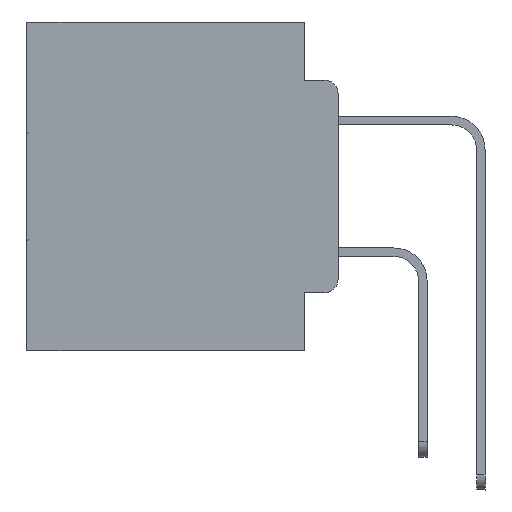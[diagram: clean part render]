
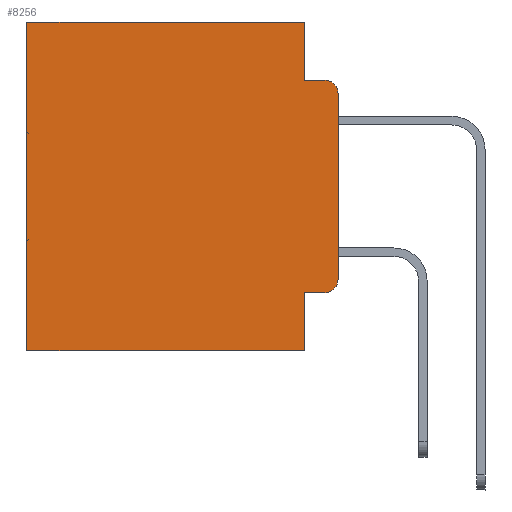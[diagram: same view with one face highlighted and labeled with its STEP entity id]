
A CAD part, left-side view. The second image highlights one B-rep face of the part: STEP entity #8256.
In plain terms, the highlighted planar face has unit normal (-1, 0, 0).
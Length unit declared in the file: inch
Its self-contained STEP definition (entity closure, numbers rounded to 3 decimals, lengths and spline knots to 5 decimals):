
#21 = LINE ( 'NONE', #33695, #31137 ) ;
#631 = CARTESIAN_POINT ( 'NONE',  ( 0.298, 0., -0.3915 ) ) ;
#669 = VECTOR ( 'NONE', #9986, 39.37008 ) ;
#723 = CARTESIAN_POINT ( 'NONE',  ( 0.298, 0.051, -0.5 ) ) ;
#1232 = DIRECTION ( 'NONE',  ( 0., 0., -1. ) ) ;
#1669 = CIRCLE ( 'NONE', #32401, 0.02 ) ;
#1716 = VERTEX_POINT ( 'NONE', #19797 ) ;
#2048 = PLANE ( 'NONE',  #5995 ) ;
#2452 = ORIENTED_EDGE ( 'NONE', *, *, #32901, .T. ) ;
#2657 = LINE ( 'NONE', #5409, #11037 ) ;
#2729 = ORIENTED_EDGE ( 'NONE', *, *, #12204, .F. ) ;
#2796 = VECTOR ( 'NONE', #4606, 39.37008 ) ;
#3473 = CARTESIAN_POINT ( 'NONE',  ( 0.298, 0.02, -0.1085 ) ) ;
#4606 = DIRECTION ( 'NONE',  ( 0., -1., 0. ) ) ;
#4615 = VERTEX_POINT ( 'NONE', #723 ) ;
#5409 = CARTESIAN_POINT ( 'NONE',  ( 0.298, 0., 0. ) ) ;
#5842 = CARTESIAN_POINT ( 'NONE',  ( 0.298, 0.02, -0.0885 ) ) ;
#5995 = AXIS2_PLACEMENT_3D ( 'NONE', #20264, #6857, #28167 ) ;
#5998 = CARTESIAN_POINT ( 'NONE',  ( 0.298, 0.051, -0.4115 ) ) ;
#6254 = DIRECTION ( 'NONE',  ( 0., 1., 0. ) ) ;
#6606 = LINE ( 'NONE', #29796, #14802 ) ;
#6747 = DIRECTION ( 'NONE',  ( 0., 0., -1. ) ) ;
#6857 = DIRECTION ( 'NONE',  ( 1., 0., 0. ) ) ;
#7920 = DIRECTION ( 'NONE',  ( 0., 0., -1. ) ) ;
#8256 = ADVANCED_FACE ( 'NONE', ( #17322 ), #2048, .F. ) ;
#8525 = VERTEX_POINT ( 'NONE', #27269 ) ;
#9311 = DIRECTION ( 'NONE',  ( -1., 0., 0. ) ) ;
#9626 = LINE ( 'NONE', #25610, #669 ) ;
#9821 = ORIENTED_EDGE ( 'NONE', *, *, #21713, .F. ) ;
#9831 = EDGE_CURVE ( 'NONE', #29319, #4615, #27184, .T. ) ;
#9986 = DIRECTION ( 'NONE',  ( 0., -1., 0. ) ) ;
#10798 = CIRCLE ( 'NONE', #31648, 0.02 ) ;
#11037 = VECTOR ( 'NONE', #28931, 39.37008 ) ;
#12204 = EDGE_CURVE ( 'NONE', #23696, #1716, #15054, .T. ) ;
#14049 = VECTOR ( 'NONE', #25008, 39.37008 ) ;
#14188 = EDGE_CURVE ( 'NONE', #21441, #21030, #10798, .T. ) ;
#14231 = EDGE_CURVE ( 'NONE', #8525, #21030, #21, .T. ) ;
#14232 = VERTEX_POINT ( 'NONE', #23731 ) ;
#14413 = VERTEX_POINT ( 'NONE', #5842 ) ;
#14802 = VECTOR ( 'NONE', #6254, 39.37008 ) ;
#15054 = LINE ( 'NONE', #21051, #25521 ) ;
#15932 = VECTOR ( 'NONE', #6747, 39.37008 ) ;
#17296 = VERTEX_POINT ( 'NONE', #20707 ) ;
#17322 = FACE_OUTER_BOUND ( 'NONE', #33393, .T. ) ;
#19012 = ORIENTED_EDGE ( 'NONE', *, *, #32196, .T. ) ;
#19797 = CARTESIAN_POINT ( 'NONE',  ( 0.298, 0.051, -0.0885 ) ) ;
#20199 = LINE ( 'NONE', #22432, #14049 ) ;
#20264 = CARTESIAN_POINT ( 'NONE',  ( 0.298, 0., 0. ) ) ;
#20561 = CARTESIAN_POINT ( 'NONE',  ( 0.298, 0.051, -0.0885 ) ) ;
#20584 = ORIENTED_EDGE ( 'NONE', *, *, #14231, .F. ) ;
#20630 = CARTESIAN_POINT ( 'NONE',  ( 0.298, 0.02, -0.3915 ) ) ;
#20695 = CARTESIAN_POINT ( 'NONE',  ( 0.298, 0.02, -0.4115 ) ) ;
#20707 = CARTESIAN_POINT ( 'NONE',  ( 0.298, 0.473, -0.5 ) ) ;
#21030 = VERTEX_POINT ( 'NONE', #631 ) ;
#21051 = CARTESIAN_POINT ( 'NONE',  ( 0.298, 0.051, 0. ) ) ;
#21106 = ORIENTED_EDGE ( 'NONE', *, *, #25371, .T. ) ;
#21108 = ORIENTED_EDGE ( 'NONE', *, *, #14188, .T. ) ;
#21441 = VERTEX_POINT ( 'NONE', #20695 ) ;
#21713 = EDGE_CURVE ( 'NONE', #4615, #17296, #6606, .T. ) ;
#22213 = EDGE_CURVE ( 'NONE', #8525, #14413, #1669, .T. ) ;
#22432 = CARTESIAN_POINT ( 'NONE',  ( 0.298, 0.473, 0. ) ) ;
#23384 = DIRECTION ( 'NONE',  ( 0., 0., -1. ) ) ;
#23696 = VERTEX_POINT ( 'NONE', #25520 ) ;
#23731 = CARTESIAN_POINT ( 'NONE',  ( 0.298, 0.473, 0. ) ) ;
#25008 = DIRECTION ( 'NONE',  ( 0., 0., -1. ) ) ;
#25371 = EDGE_CURVE ( 'NONE', #14232, #17296, #20199, .T. ) ;
#25520 = CARTESIAN_POINT ( 'NONE',  ( 0.298, 0.051, 0. ) ) ;
#25521 = VECTOR ( 'NONE', #33783, 39.37008 ) ;
#25610 = CARTESIAN_POINT ( 'NONE',  ( 0.298, 0.051, -0.4115 ) ) ;
#26478 = DIRECTION ( 'NONE',  ( -1., 0., 0. ) ) ;
#27184 = LINE ( 'NONE', #30290, #15932 ) ;
#27269 = CARTESIAN_POINT ( 'NONE',  ( 0.298, 0., -0.1085 ) ) ;
#27779 = LINE ( 'NONE', #20561, #2796 ) ;
#28167 = DIRECTION ( 'NONE',  ( 0., 0., -1. ) ) ;
#28440 = ORIENTED_EDGE ( 'NONE', *, *, #30526, .F. ) ;
#28623 = ORIENTED_EDGE ( 'NONE', *, *, #9831, .F. ) ;
#28931 = DIRECTION ( 'NONE',  ( 0., 1., 0. ) ) ;
#29319 = VERTEX_POINT ( 'NONE', #5998 ) ;
#29796 = CARTESIAN_POINT ( 'NONE',  ( 0.298, 0., -0.5 ) ) ;
#30277 = ORIENTED_EDGE ( 'NONE', *, *, #22213, .T. ) ;
#30290 = CARTESIAN_POINT ( 'NONE',  ( 0.298, 0.051, 0. ) ) ;
#30526 = EDGE_CURVE ( 'NONE', #1716, #14413, #27779, .T. ) ;
#31137 = VECTOR ( 'NONE', #23384, 39.37008 ) ;
#31648 = AXIS2_PLACEMENT_3D ( 'NONE', #20630, #26478, #7920 ) ;
#32196 = EDGE_CURVE ( 'NONE', #23696, #14232, #2657, .T. ) ;
#32401 = AXIS2_PLACEMENT_3D ( 'NONE', #3473, #9311, #1232 ) ;
#32901 = EDGE_CURVE ( 'NONE', #29319, #21441, #9626, .T. ) ;
#33393 = EDGE_LOOP ( 'NONE', ( #20584, #30277, #28440, #2729, #19012, #21106, #9821, #28623, #2452, #21108 ) ) ;
#33695 = CARTESIAN_POINT ( 'NONE',  ( 0.298, 0., 0. ) ) ;
#33783 = DIRECTION ( 'NONE',  ( 0., 0., -1. ) ) ;
